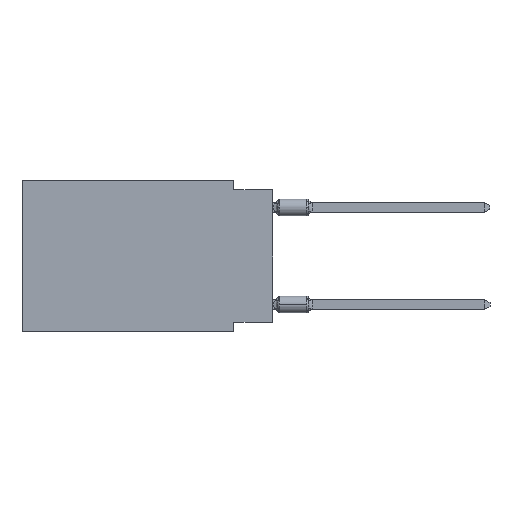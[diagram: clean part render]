
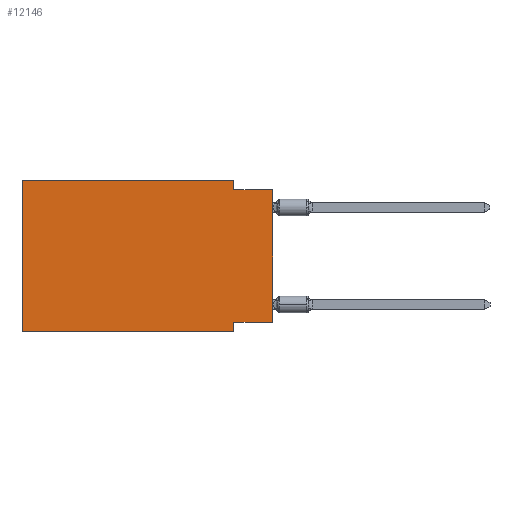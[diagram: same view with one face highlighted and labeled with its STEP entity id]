
A CAD part, left-side view. The second image highlights one B-rep face of the part: STEP entity #12146.
In plain terms, the highlighted planar face has unit normal (-1, 0, 0).
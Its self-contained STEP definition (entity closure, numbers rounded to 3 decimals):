
#142 = EDGE_CURVE ( 'NONE', #1397, #9091, #1576, .T. ) ;
#813 = DIRECTION ( 'NONE',  ( 0., 0., 1. ) ) ;
#879 = LINE ( 'NONE', #9683, #3349 ) ;
#882 = LINE ( 'NONE', #1984, #10848 ) ;
#1397 = VERTEX_POINT ( 'NONE', #13743 ) ;
#1576 = LINE ( 'NONE', #6015, #5917 ) ;
#1763 = LINE ( 'NONE', #6199, #4862 ) ;
#1903 = DIRECTION ( 'NONE',  ( 0., 0., -1. ) ) ;
#1963 = VERTEX_POINT ( 'NONE', #7129 ) ;
#1984 = CARTESIAN_POINT ( 'NONE',  ( 0., 2.54, 0. ) ) ;
#2171 = AXIS2_PLACEMENT_3D ( 'NONE', #9517, #2971, #13810 ) ;
#2197 = ORIENTED_EDGE ( 'NONE', *, *, #142, .F. ) ;
#2205 = LINE ( 'NONE', #10260, #14031 ) ;
#2324 = VERTEX_POINT ( 'NONE', #6830 ) ;
#2642 = DIRECTION ( 'NONE',  ( 0., 0., 1. ) ) ;
#2971 = DIRECTION ( 'NONE',  ( 1., 0., 0. ) ) ;
#2997 = EDGE_CURVE ( 'NONE', #7592, #12622, #8455, .T. ) ;
#3349 = VECTOR ( 'NONE', #14105, 1000. ) ;
#3738 = CARTESIAN_POINT ( 'NONE',  ( 0., 0., -9.271 ) ) ;
#3754 = ORIENTED_EDGE ( 'NONE', *, *, #4732, .T. ) ;
#4585 = ORIENTED_EDGE ( 'NONE', *, *, #13905, .T. ) ;
#4590 = EDGE_CURVE ( 'NONE', #2324, #8695, #879, .T. ) ;
#4732 = EDGE_CURVE ( 'NONE', #12180, #12622, #2205, .T. ) ;
#4862 = VECTOR ( 'NONE', #813, 1000. ) ;
#5085 = PLANE ( 'NONE',  #2171 ) ;
#5148 = ORIENTED_EDGE ( 'NONE', *, *, #4590, .F. ) ;
#5233 = FACE_OUTER_BOUND ( 'NONE', #11999, .T. ) ;
#5677 = CARTESIAN_POINT ( 'NONE',  ( 0., 2.54, -9.906 ) ) ;
#5917 = VECTOR ( 'NONE', #8469, 1000. ) ;
#6015 = CARTESIAN_POINT ( 'NONE',  ( 0., 16.383, 0. ) ) ;
#6199 = CARTESIAN_POINT ( 'NONE',  ( 0., 0., 0. ) ) ;
#6635 = DIRECTION ( 'NONE',  ( 0., 0., -1. ) ) ;
#6830 = CARTESIAN_POINT ( 'NONE',  ( 0., 2.54, -0.635 ) ) ;
#7129 = CARTESIAN_POINT ( 'NONE',  ( 0., 0., -9.271 ) ) ;
#7445 = EDGE_CURVE ( 'NONE', #12180, #1397, #9186, .T. ) ;
#7554 = EDGE_CURVE ( 'NONE', #9091, #2324, #882, .T. ) ;
#7562 = CARTESIAN_POINT ( 'NONE',  ( 0., 2.54, -9.906 ) ) ;
#7590 = VECTOR ( 'NONE', #2642, 1000. ) ;
#7592 = VERTEX_POINT ( 'NONE', #9686 ) ;
#7980 = ORIENTED_EDGE ( 'NONE', *, *, #7445, .F. ) ;
#8192 = ORIENTED_EDGE ( 'NONE', *, *, #7554, .F. ) ;
#8362 = CARTESIAN_POINT ( 'NONE',  ( 0., 16.383, -9.906 ) ) ;
#8455 = LINE ( 'NONE', #5677, #12139 ) ;
#8469 = DIRECTION ( 'NONE',  ( 0., -1., 0. ) ) ;
#8695 = VERTEX_POINT ( 'NONE', #11599 ) ;
#9091 = VERTEX_POINT ( 'NONE', #13449 ) ;
#9186 = LINE ( 'NONE', #10280, #7590 ) ;
#9274 = LINE ( 'NONE', #3738, #11441 ) ;
#9517 = CARTESIAN_POINT ( 'NONE',  ( 0., 16.383, 0. ) ) ;
#9522 = ORIENTED_EDGE ( 'NONE', *, *, #2997, .F. ) ;
#9683 = CARTESIAN_POINT ( 'NONE',  ( 0., 0., -0.635 ) ) ;
#9686 = CARTESIAN_POINT ( 'NONE',  ( 0., 2.54, -9.271 ) ) ;
#9765 = ORIENTED_EDGE ( 'NONE', *, *, #11253, .F. ) ;
#10260 = CARTESIAN_POINT ( 'NONE',  ( 0., 16.383, -9.906 ) ) ;
#10280 = CARTESIAN_POINT ( 'NONE',  ( 0., 16.383, 0. ) ) ;
#10300 = DIRECTION ( 'NONE',  ( 0., 1., 0. ) ) ;
#10848 = VECTOR ( 'NONE', #1903, 1000. ) ;
#11253 = EDGE_CURVE ( 'NONE', #1963, #7592, #9274, .T. ) ;
#11441 = VECTOR ( 'NONE', #10300, 1000. ) ;
#11599 = CARTESIAN_POINT ( 'NONE',  ( 0., 0., -0.635 ) ) ;
#11999 = EDGE_LOOP ( 'NONE', ( #4585, #5148, #8192, #2197, #7980, #3754, #9522, #9765 ) ) ;
#12139 = VECTOR ( 'NONE', #6635, 1000. ) ;
#12146 = ADVANCED_FACE ( 'NONE', ( #5233 ), #5085, .F. ) ;
#12180 = VERTEX_POINT ( 'NONE', #8362 ) ;
#12622 = VERTEX_POINT ( 'NONE', #7562 ) ;
#13236 = DIRECTION ( 'NONE',  ( 0., -1., 0. ) ) ;
#13449 = CARTESIAN_POINT ( 'NONE',  ( 0., 2.54, 0. ) ) ;
#13743 = CARTESIAN_POINT ( 'NONE',  ( 0., 16.383, 0. ) ) ;
#13810 = DIRECTION ( 'NONE',  ( 0., 0., -1. ) ) ;
#13905 = EDGE_CURVE ( 'NONE', #1963, #8695, #1763, .T. ) ;
#14031 = VECTOR ( 'NONE', #13236, 1000. ) ;
#14105 = DIRECTION ( 'NONE',  ( 0., -1., 0. ) ) ;
